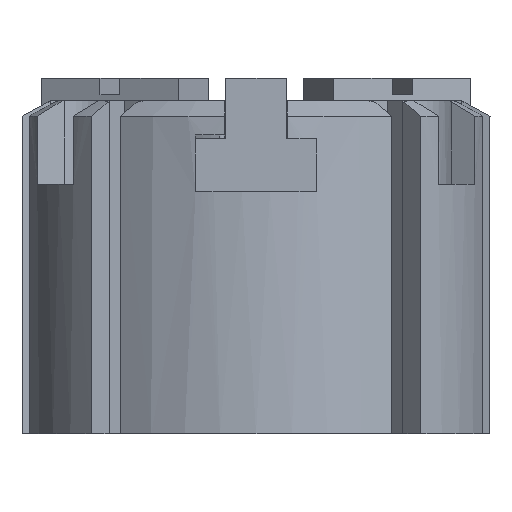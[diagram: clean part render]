
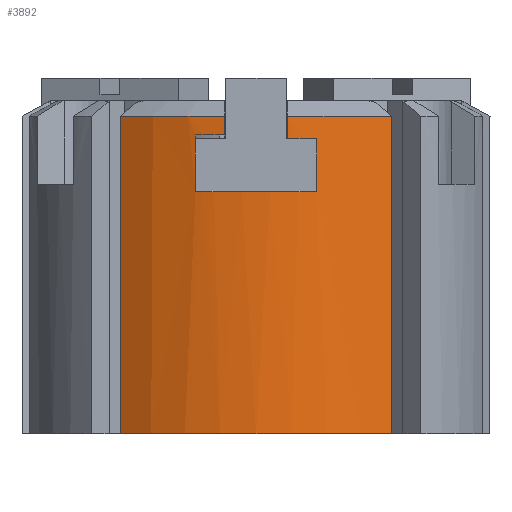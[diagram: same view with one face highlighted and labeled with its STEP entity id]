
A CAD part, front view. The second image highlights one B-rep face of the part: STEP entity #3892.
In plain terms, the highlighted cylindrical face has radius 31 mm (diameter 62 mm), a partial arc.
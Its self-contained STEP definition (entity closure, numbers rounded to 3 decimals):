
#356=FACE_OUTER_BOUND('',#597,.T.);
#597=EDGE_LOOP('',(#3113,#3114,#3115,#3116,#3117,#3118,#3119,#3120,#3121,
#3122,#3123,#3124,#3125,#3126,#3127,#3128));
#787=LINE('',#5928,#1181);
#887=LINE('',#6244,#1281);
#918=LINE('',#6309,#1312);
#927=LINE('',#6328,#1321);
#931=LINE('',#6350,#1325);
#932=LINE('',#6357,#1326);
#933=LINE('',#6359,#1327);
#1181=VECTOR('',#4703,1000.);
#1281=VECTOR('',#4943,1000.);
#1312=VECTOR('',#5016,1000.);
#1321=VECTOR('',#5037,1000.);
#1325=VECTOR('',#5059,1000.);
#1326=VECTOR('',#5066,1000.);
#1327=VECTOR('',#5069,1000.);
#1622=CIRCLE('',#4199,31.);
#1623=CIRCLE('',#4201,31.);
#1628=CIRCLE('',#4236,31.);
#1632=CIRCLE('',#4242,31.);
#1633=CIRCLE('',#4243,31.);
#1634=CIRCLE('',#4244,31.);
#1635=CIRCLE('',#4245,31.);
#1636=CIRCLE('',#4246,31.);
#1637=CIRCLE('',#4247,31.);
#1808=VERTEX_POINT('',#5922);
#1810=VERTEX_POINT('',#5926);
#1902=VERTEX_POINT('',#6205);
#1903=VERTEX_POINT('',#6206);
#1904=VERTEX_POINT('',#6218);
#1905=VERTEX_POINT('',#6223);
#1910=VERTEX_POINT('',#6243);
#1923=VERTEX_POINT('',#6308);
#1927=VERTEX_POINT('',#6327);
#1933=VERTEX_POINT('',#6344);
#1934=VERTEX_POINT('',#6345);
#1935=VERTEX_POINT('',#6347);
#1936=VERTEX_POINT('',#6349);
#1937=VERTEX_POINT('',#6351);
#1938=VERTEX_POINT('',#6353);
#1939=VERTEX_POINT('',#6355);
#2199=EDGE_CURVE('',#1808,#1810,#787,.T.);
#2327=EDGE_CURVE('',#1902,#1903,#1622,.T.);
#2332=EDGE_CURVE('',#1905,#1904,#1623,.T.);
#2339=EDGE_CURVE('',#1910,#1905,#887,.T.);
#2372=EDGE_CURVE('',#1903,#1923,#918,.T.);
#2382=EDGE_CURVE('',#1927,#1902,#927,.T.);
#2384=EDGE_CURVE('',#1810,#1927,#1628,.T.);
#2390=EDGE_CURVE('',#1933,#1934,#1632,.T.);
#2391=EDGE_CURVE('',#1934,#1935,#1633,.T.);
#2392=EDGE_CURVE('',#1935,#1936,#931,.T.);
#2393=EDGE_CURVE('',#1936,#1937,#1634,.T.);
#2394=EDGE_CURVE('',#1937,#1938,#1635,.T.);
#2395=EDGE_CURVE('',#1938,#1939,#1636,.T.);
#2396=EDGE_CURVE('',#1939,#1808,#932,.T.);
#2397=EDGE_CURVE('',#1923,#1910,#1637,.T.);
#2398=EDGE_CURVE('',#1904,#1933,#933,.T.);
#3113=ORIENTED_EDGE('',*,*,#2390,.T.);
#3114=ORIENTED_EDGE('',*,*,#2391,.T.);
#3115=ORIENTED_EDGE('',*,*,#2392,.T.);
#3116=ORIENTED_EDGE('',*,*,#2393,.T.);
#3117=ORIENTED_EDGE('',*,*,#2394,.T.);
#3118=ORIENTED_EDGE('',*,*,#2395,.T.);
#3119=ORIENTED_EDGE('',*,*,#2396,.T.);
#3120=ORIENTED_EDGE('',*,*,#2199,.T.);
#3121=ORIENTED_EDGE('',*,*,#2384,.T.);
#3122=ORIENTED_EDGE('',*,*,#2382,.T.);
#3123=ORIENTED_EDGE('',*,*,#2327,.T.);
#3124=ORIENTED_EDGE('',*,*,#2372,.T.);
#3125=ORIENTED_EDGE('',*,*,#2397,.T.);
#3126=ORIENTED_EDGE('',*,*,#2339,.T.);
#3127=ORIENTED_EDGE('',*,*,#2332,.T.);
#3128=ORIENTED_EDGE('',*,*,#2398,.T.);
#3767=CYLINDRICAL_SURFACE('',#4241,31.);
#3892=ADVANCED_FACE('',(#356),#3767,.T.);
#4199=AXIS2_PLACEMENT_3D('',#6207,#4920,#4921);
#4201=AXIS2_PLACEMENT_3D('',#6224,#4925,#4926);
#4236=AXIS2_PLACEMENT_3D('',#6331,#5041,#5042);
#4241=AXIS2_PLACEMENT_3D('',#6343,#5053,#5054);
#4242=AXIS2_PLACEMENT_3D('',#6346,#5055,#5056);
#4243=AXIS2_PLACEMENT_3D('',#6348,#5057,#5058);
#4244=AXIS2_PLACEMENT_3D('',#6352,#5060,#5061);
#4245=AXIS2_PLACEMENT_3D('',#6354,#5062,#5063);
#4246=AXIS2_PLACEMENT_3D('',#6356,#5064,#5065);
#4247=AXIS2_PLACEMENT_3D('',#6358,#5067,#5068);
#4703=DIRECTION('',(0.,0.,1.));
#4920=DIRECTION('center_axis',(0.,0.,-1.));
#4921=DIRECTION('ref_axis',(1.,0.,0.));
#4925=DIRECTION('center_axis',(0.,0.,-1.));
#4926=DIRECTION('ref_axis',(1.,0.,0.));
#4943=DIRECTION('',(0.,0.,1.));
#5016=DIRECTION('',(0.,0.,-1.));
#5037=DIRECTION('',(0.,0.,1.));
#5041=DIRECTION('center_axis',(0.,0.,1.));
#5042=DIRECTION('ref_axis',(1.,0.,0.));
#5053=DIRECTION('center_axis',(0.,0.,1.));
#5054=DIRECTION('ref_axis',(1.,0.,0.));
#5055=DIRECTION('center_axis',(0.,0.,1.));
#5056=DIRECTION('ref_axis',(1.,0.,0.));
#5057=DIRECTION('center_axis',(0.,0.,
1.));
#5058=DIRECTION('ref_axis',(0.,1.,0.));
#5059=DIRECTION('',(0.,0.,-1.));
#5060=DIRECTION('center_axis',(0.,0.,-1.));
#5061=DIRECTION('ref_axis',(1.,0.,0.));
#5062=DIRECTION('center_axis',(0.,0.,-1.));
#5063=DIRECTION('ref_axis',(1.,0.,0.));
#5064=DIRECTION('center_axis',(0.,0.,
-1.));
#5065=DIRECTION('ref_axis',(0.,-1.,0.));
#5066=DIRECTION('',(0.,0.,1.));
#5067=DIRECTION('center_axis',(0.,0.,1.));
#5068=DIRECTION('ref_axis',(1.,0.,0.));
#5069=DIRECTION('',(0.,0.,-1.));
#5922=CARTESIAN_POINT('',(-2.806,-20.648,-5.));
#5926=CARTESIAN_POINT('',(-2.806,-20.648,-4.5));
#5928=CARTESIAN_POINT('',(-2.806,-20.648,-4.5));
#6205=CARTESIAN_POINT('',(1.094,-21.426,-2.));
#6206=CARTESIAN_POINT('',(-12.752,-15.975,-2.));
#6207=CARTESIAN_POINT('Origin',(5.194,9.302,-2.));
#6218=CARTESIAN_POINT('',(9.294,-21.426,-2.));
#6223=CARTESIAN_POINT('',(23.141,-15.975,-2.));
#6224=CARTESIAN_POINT('Origin',(5.194,9.302,-2.));
#6243=CARTESIAN_POINT('',(23.141,-15.975,-44.));
#6244=CARTESIAN_POINT('',(23.141,-15.975,0.));
#6308=CARTESIAN_POINT('',(-12.752,-15.975,-44.));
#6309=CARTESIAN_POINT('',(-12.752,-15.975,0.));
#6327=CARTESIAN_POINT('',(1.094,-21.426,-4.5));
#6328=CARTESIAN_POINT('',(1.094,-21.426,0.));
#6331=CARTESIAN_POINT('Origin',(5.194,9.302,-4.5));
#6343=CARTESIAN_POINT('Origin',(5.194,9.302,0.));
#6344=CARTESIAN_POINT('',(9.294,-21.426,-5.));
#6345=CARTESIAN_POINT('',(10.74,-21.198,-5.));
#6346=CARTESIAN_POINT('Origin',(5.194,9.302,-5.));
#6347=CARTESIAN_POINT('',(13.194,-20.648,-5.));
#6348=CARTESIAN_POINT('Origin',(5.194,9.302,-5.));
#6349=CARTESIAN_POINT('',(13.194,-20.648,-12.));
#6350=CARTESIAN_POINT('',(13.194,-20.648,-12.));
#6351=CARTESIAN_POINT('',(10.74,-21.198,-12.));
#6352=CARTESIAN_POINT('Origin',(5.194,9.302,-12.));
#6353=CARTESIAN_POINT('',(-0.351,-21.198,-12.));
#6354=CARTESIAN_POINT('Origin',(5.194,9.302,-12.));
#6355=CARTESIAN_POINT('',(-2.806,-20.648,-12.));
#6356=CARTESIAN_POINT('Origin',(5.194,9.302,-12.));
#6357=CARTESIAN_POINT('',(-2.806,-20.648,-4.5));
#6358=CARTESIAN_POINT('Origin',(5.194,9.302,-44.));
#6359=CARTESIAN_POINT('',(9.294,-21.426,-5.));
